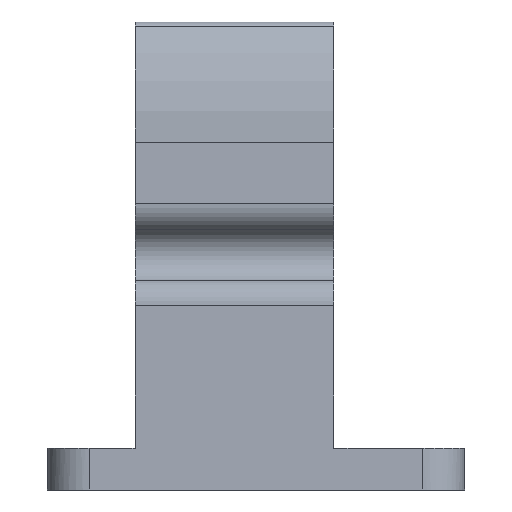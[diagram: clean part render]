
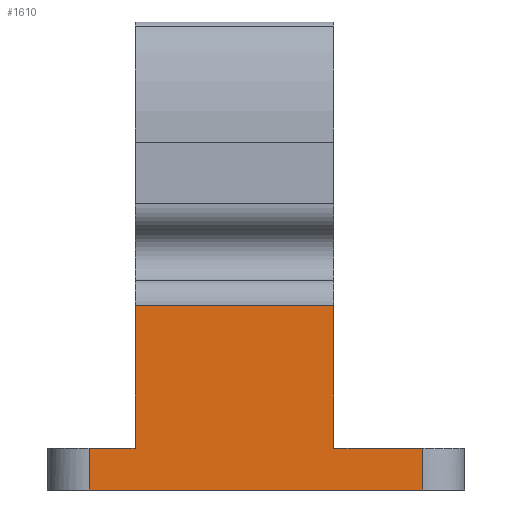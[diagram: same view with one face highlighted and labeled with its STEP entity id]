
A CAD part, left-side view. The second image highlights one B-rep face of the part: STEP entity #1610.
In plain terms, the highlighted planar face has unit normal (-0.999, 0, 0.036).
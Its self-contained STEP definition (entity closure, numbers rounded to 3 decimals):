
#28 = CARTESIAN_POINT ( 'NONE',  ( -15., 12., 0. ) ) ;
#123 = CARTESIAN_POINT ( 'NONE',  ( -15., 15., 0. ) ) ;
#140 = DIRECTION ( 'NONE',  ( 0., 1., 0. ) ) ;
#147 = FACE_OUTER_BOUND ( 'NONE', #1169, .T. ) ;
#167 = CARTESIAN_POINT ( 'NONE',  ( -14.892, 8.7, 3. ) ) ;
#208 = CARTESIAN_POINT ( 'NONE',  ( -14.892, 12., 3. ) ) ;
#221 = ORIENTED_EDGE ( 'NONE', *, *, #1716, .T. ) ;
#244 = PLANE ( 'NONE',  #691 ) ;
#257 = DIRECTION ( 'NONE',  ( 0.999, 0., -0.036 ) ) ;
#269 = CARTESIAN_POINT ( 'NONE',  ( -15., 15., 0. ) ) ;
#283 = EDGE_CURVE ( 'NONE', #893, #539, #517, .T. ) ;
#289 = CARTESIAN_POINT ( 'NONE',  ( -14.892, -5.6, 3. ) ) ;
#331 = DIRECTION ( 'NONE',  ( -0.036, 0., -0.999 ) ) ;
#340 = EDGE_CURVE ( 'NONE', #665, #1597, #1118, .T. ) ;
#342 = LINE ( 'NONE', #582, #475 ) ;
#460 = VECTOR ( 'NONE', #331, 1000. ) ;
#475 = VECTOR ( 'NONE', #1295, 1000. ) ;
#512 = ORIENTED_EDGE ( 'NONE', *, *, #1754, .T. ) ;
#517 = LINE ( 'NONE', #1254, #1179 ) ;
#539 = VERTEX_POINT ( 'NONE', #289 ) ;
#547 = DIRECTION ( 'NONE',  ( 0., -1., 0. ) ) ;
#576 = VECTOR ( 'NONE', #1708, 1000. ) ;
#582 = CARTESIAN_POINT ( 'NONE',  ( -15., -5.6, 0. ) ) ;
#604 = VERTEX_POINT ( 'NONE', #167 ) ;
#651 = CARTESIAN_POINT ( 'NONE',  ( -14.522, 8.7, 13.272 ) ) ;
#665 = VERTEX_POINT ( 'NONE', #836 ) ;
#679 = DIRECTION ( 'NONE',  ( 0.036, 0., 0.999 ) ) ;
#691 = AXIS2_PLACEMENT_3D ( 'NONE', #123, #257, #966 ) ;
#701 = CARTESIAN_POINT ( 'NONE',  ( -14.522, -5.6, 13.272 ) ) ;
#731 = ORIENTED_EDGE ( 'NONE', *, *, #1131, .T. ) ;
#836 = CARTESIAN_POINT ( 'NONE',  ( -15., 12., 0. ) ) ;
#893 = VERTEX_POINT ( 'NONE', #1052 ) ;
#917 = LINE ( 'NONE', #1560, #576 ) ;
#958 = CARTESIAN_POINT ( 'NONE',  ( -15., -12., 0. ) ) ;
#966 = DIRECTION ( 'NONE',  ( -0.036, 0., -0.999 ) ) ;
#973 = DIRECTION ( 'NONE',  ( 0., 1., 0. ) ) ;
#988 = VERTEX_POINT ( 'NONE', #651 ) ;
#1021 = VECTOR ( 'NONE', #679, 1000. ) ;
#1052 = CARTESIAN_POINT ( 'NONE',  ( -14.892, -12., 3. ) ) ;
#1066 = EDGE_CURVE ( 'NONE', #539, #1159, #342, .T. ) ;
#1104 = CARTESIAN_POINT ( 'NONE',  ( -15., -12., 0. ) ) ;
#1118 = LINE ( 'NONE', #269, #1595 ) ;
#1131 = EDGE_CURVE ( 'NONE', #604, #1494, #917, .T. ) ;
#1133 = VECTOR ( 'NONE', #973, 1000. ) ;
#1159 = VERTEX_POINT ( 'NONE', #701 ) ;
#1169 = EDGE_LOOP ( 'NONE', ( #1770, #221, #1245, #731, #512, #1622, #1405, #1195 ) ) ;
#1179 = VECTOR ( 'NONE', #140, 1000. ) ;
#1195 = ORIENTED_EDGE ( 'NONE', *, *, #283, .T. ) ;
#1209 = LINE ( 'NONE', #28, #460 ) ;
#1245 = ORIENTED_EDGE ( 'NONE', *, *, #1287, .T. ) ;
#1252 = CARTESIAN_POINT ( 'NONE',  ( -14.522, 15., 13.272 ) ) ;
#1254 = CARTESIAN_POINT ( 'NONE',  ( -14.892, 15., 3. ) ) ;
#1287 = EDGE_CURVE ( 'NONE', #988, #604, #1573, .T. ) ;
#1295 = DIRECTION ( 'NONE',  ( 0.036, 0., 0.999 ) ) ;
#1405 = ORIENTED_EDGE ( 'NONE', *, *, #1634, .T. ) ;
#1443 = CARTESIAN_POINT ( 'NONE',  ( -15., 8.7, 0. ) ) ;
#1487 = VECTOR ( 'NONE', #1588, 1000. ) ;
#1494 = VERTEX_POINT ( 'NONE', #208 ) ;
#1560 = CARTESIAN_POINT ( 'NONE',  ( -14.892, 15., 3. ) ) ;
#1573 = LINE ( 'NONE', #1443, #1487 ) ;
#1588 = DIRECTION ( 'NONE',  ( -0.036, 0., -0.999 ) ) ;
#1595 = VECTOR ( 'NONE', #547, 1000. ) ;
#1597 = VERTEX_POINT ( 'NONE', #958 ) ;
#1610 = ADVANCED_FACE ( 'NONE', ( #147 ), #244, .F. ) ;
#1622 = ORIENTED_EDGE ( 'NONE', *, *, #340, .T. ) ;
#1632 = LINE ( 'NONE', #1252, #1133 ) ;
#1634 = EDGE_CURVE ( 'NONE', #1597, #893, #1765, .T. ) ;
#1708 = DIRECTION ( 'NONE',  ( 0., 1., 0. ) ) ;
#1716 = EDGE_CURVE ( 'NONE', #1159, #988, #1632, .T. ) ;
#1754 = EDGE_CURVE ( 'NONE', #1494, #665, #1209, .T. ) ;
#1765 = LINE ( 'NONE', #1104, #1021 ) ;
#1770 = ORIENTED_EDGE ( 'NONE', *, *, #1066, .T. ) ;
